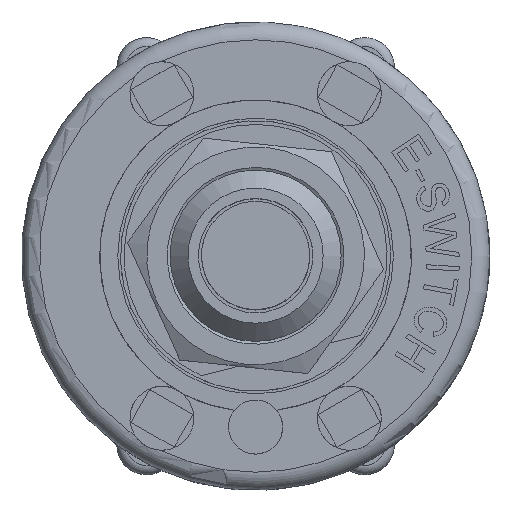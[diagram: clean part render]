
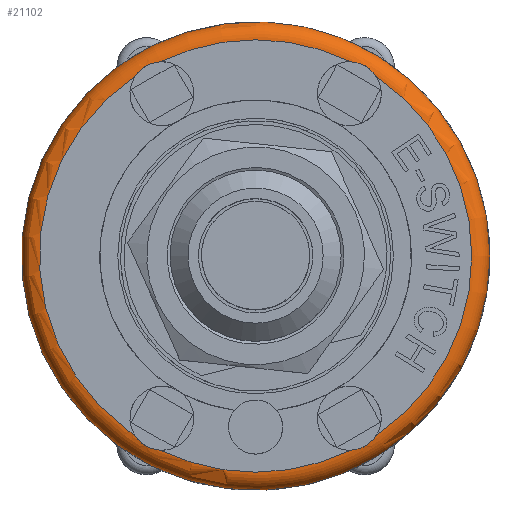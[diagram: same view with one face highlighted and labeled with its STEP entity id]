
A CAD part, top view. The second image highlights one B-rep face of the part: STEP entity #21102.
In plain terms, the highlighted toroidal (fillet/blend) face has major radius 12 mm and minor radius 1 mm.
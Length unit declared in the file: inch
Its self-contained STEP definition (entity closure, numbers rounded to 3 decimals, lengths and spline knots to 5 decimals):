
#20476=CARTESIAN_POINT('',(0.51181,0.,0.37402));
#20477=VERTEX_POINT('',#20476);
#20478=CARTESIAN_POINT('',(0.0,0.0,0.37402));
#20479=DIRECTION('',(0.0,0.0,1.0));
#20480=DIRECTION('',(-1.0,0.0,0.0));
#20481=AXIS2_PLACEMENT_3D('',#20478,#20479,#20480);
#20482=CIRCLE('',#20481,0.51181);
#20483=EDGE_CURVE('',#20477,#20477,#20482,.T.);
#20683=CARTESIAN_POINT('',(-0.26379,0.39194,0.41339));
#20684=VERTEX_POINT('',#20683);
#20685=CARTESIAN_POINT('',(-0.20753,0.42442,0.41339));
#20686=VERTEX_POINT('',#20685);
#20687=CARTESIAN_POINT('',(-0.26379,0.39194,0.41339));
#20688=CARTESIAN_POINT('',(-0.26225,0.39438,0.41339));
#20689=CARTESIAN_POINT('',(-0.26054,0.39674,0.41333));
#20690=CARTESIAN_POINT('',(-0.2558,0.40251,0.41316));
#20691=CARTESIAN_POINT('',(-0.25256,0.40574,0.41301));
#20692=CARTESIAN_POINT('',(-0.24737,0.40999,0.41286));
#20693=CARTESIAN_POINT('',(-0.24566,0.41127,0.41283));
#20694=CARTESIAN_POINT('',(-0.24297,0.41309,0.41279));
#20695=CARTESIAN_POINT('',(-0.24204,0.41369,0.41279));
#20696=CARTESIAN_POINT('',(-0.24033,0.41473,0.41278));
#20697=CARTESIAN_POINT('',(-0.23957,0.41518,0.41278));
#20698=CARTESIAN_POINT('',(-0.2379,0.41611,0.41278));
#20699=CARTESIAN_POINT('',(-0.237,0.41658,0.41279));
#20700=CARTESIAN_POINT('',(-0.23454,0.41782,0.41281));
#20701=CARTESIAN_POINT('',(-0.23297,0.41854,0.41284));
#20702=CARTESIAN_POINT('',(-0.22598,0.42142,0.41298));
#20703=CARTESIAN_POINT('',(-0.22035,0.42295,0.41318));
#20704=CARTESIAN_POINT('',(-0.21221,0.42411,0.41335));
#20705=CARTESIAN_POINT('',(-0.20986,0.42432,0.41339));
#20706=CARTESIAN_POINT('',(-0.20753,0.42442,0.41339));
#20707=B_SPLINE_CURVE_WITH_KNOTS('',3,(#20687,#20688,#20689,#20690,#20691,#20692,#20693,#20694,#20695,#20696,#20697,#20698,#20699,#20700,#20701,#20702,#20703,#20704,#20705,#20706),.UNSPECIFIED.,.F.,.U.,(4,2,2,2,2,2,2,2,2,4),(-0.74418,-0.72059,-0.68373,-0.66655,-0.65768,-0.65059,-0.64248,-0.62874,-0.58265,-0.56368),.UNSPECIFIED.);
#20708=EDGE_CURVE('',#20684,#20686,#20707,.T.);
#20759=CARTESIAN_POINT('',(-0.20753,-0.42442,0.41339));
#20760=VERTEX_POINT('',#20759);
#20761=CARTESIAN_POINT('',(-0.26379,-0.39194,0.41339));
#20762=VERTEX_POINT('',#20761);
#20763=CARTESIAN_POINT('',(-0.20753,-0.42442,0.41339));
#20764=CARTESIAN_POINT('',(-0.21042,-0.4243,0.41339));
#20765=CARTESIAN_POINT('',(-0.21332,-0.42401,0.41333));
#20766=CARTESIAN_POINT('',(-0.22068,-0.42278,0.41316));
#20767=CARTESIAN_POINT('',(-0.2251,-0.42159,0.41301));
#20768=CARTESIAN_POINT('',(-0.23138,-0.41923,0.41286));
#20769=CARTESIAN_POINT('',(-0.23334,-0.41838,0.41283));
#20770=CARTESIAN_POINT('',(-0.23626,-0.41696,0.41279));
#20771=CARTESIAN_POINT('',(-0.23725,-0.41646,0.41279));
#20772=CARTESIAN_POINT('',(-0.239,-0.4155,0.41278));
#20773=CARTESIAN_POINT('',(-0.23977,-0.41506,0.41278));
#20774=CARTESIAN_POINT('',(-0.24141,-0.41408,0.41278));
#20775=CARTESIAN_POINT('',(-0.24227,-0.41354,0.41279));
#20776=CARTESIAN_POINT('',(-0.24457,-0.41203,0.41281));
#20777=CARTESIAN_POINT('',(-0.24598,-0.41102,0.41284));
#20778=CARTESIAN_POINT('',(-0.25197,-0.40641,0.41298));
#20779=CARTESIAN_POINT('',(-0.25611,-0.40231,0.41318));
#20780=CARTESIAN_POINT('',(-0.26119,-0.39584,0.41335));
#20781=CARTESIAN_POINT('',(-0.26255,-0.39391,0.41339));
#20782=CARTESIAN_POINT('',(-0.26379,-0.39194,0.41339));
#20783=B_SPLINE_CURVE_WITH_KNOTS('',3,(#20763,#20764,#20765,#20766,#20767,#20768,#20769,#20770,#20771,#20772,#20773,#20774,#20775,#20776,#20777,#20778,#20779,#20780,#20781,#20782),.UNSPECIFIED.,.F.,.U.,(4,2,2,2,2,2,2,2,2,4),(-0.74418,-0.72059,-0.68373,-0.66655,-0.65768,-0.65059,-0.64248,-0.62874,-0.58265,-0.56368),.UNSPECIFIED.);
#20784=EDGE_CURVE('',#20760,#20762,#20783,.T.);
#20861=CARTESIAN_POINT('',(0.26379,-0.39194,0.41339));
#20862=VERTEX_POINT('',#20861);
#20863=CARTESIAN_POINT('',(0.20753,-0.42442,0.41339));
#20864=VERTEX_POINT('',#20863);
#20865=CARTESIAN_POINT('',(0.26379,-0.39194,0.41339));
#20866=CARTESIAN_POINT('',(0.26225,-0.39438,0.41339));
#20867=CARTESIAN_POINT('',(0.26054,-0.39674,0.41333));
#20868=CARTESIAN_POINT('',(0.2558,-0.40251,0.41316));
#20869=CARTESIAN_POINT('',(0.25256,-0.40574,0.41301));
#20870=CARTESIAN_POINT('',(0.24737,-0.40999,0.41286));
#20871=CARTESIAN_POINT('',(0.24566,-0.41127,0.41283));
#20872=CARTESIAN_POINT('',(0.24297,-0.41309,0.41279));
#20873=CARTESIAN_POINT('',(0.24204,-0.41369,0.41279));
#20874=CARTESIAN_POINT('',(0.24033,-0.41473,0.41278));
#20875=CARTESIAN_POINT('',(0.23957,-0.41518,0.41278));
#20876=CARTESIAN_POINT('',(0.2379,-0.41611,0.41278));
#20877=CARTESIAN_POINT('',(0.237,-0.41658,0.41279));
#20878=CARTESIAN_POINT('',(0.23454,-0.41782,0.41281));
#20879=CARTESIAN_POINT('',(0.23297,-0.41854,0.41284));
#20880=CARTESIAN_POINT('',(0.22598,-0.42142,0.41298));
#20881=CARTESIAN_POINT('',(0.22035,-0.42295,0.41318));
#20882=CARTESIAN_POINT('',(0.21221,-0.42411,0.41335));
#20883=CARTESIAN_POINT('',(0.20986,-0.42432,0.41339));
#20884=CARTESIAN_POINT('',(0.20753,-0.42442,0.41339));
#20885=B_SPLINE_CURVE_WITH_KNOTS('',3,(#20865,#20866,#20867,#20868,#20869,#20870,#20871,#20872,#20873,#20874,#20875,#20876,#20877,#20878,#20879,#20880,#20881,#20882,#20883,#20884),.UNSPECIFIED.,.F.,.U.,(4,2,2,2,2,2,2,2,2,4),(-0.74418,-0.72059,-0.68373,-0.66655,-0.65768,-0.65059,-0.64248,-0.62874,-0.58265,-0.56368),.UNSPECIFIED.);
#20886=EDGE_CURVE('',#20862,#20864,#20885,.T.);
#20989=CARTESIAN_POINT('',(0.20753,0.42442,0.41339));
#20990=VERTEX_POINT('',#20989);
#20991=CARTESIAN_POINT('',(0.26379,0.39194,0.41339));
#20992=VERTEX_POINT('',#20991);
#20993=CARTESIAN_POINT('',(0.20753,0.42442,0.41339));
#20994=CARTESIAN_POINT('',(0.21042,0.4243,0.41339));
#20995=CARTESIAN_POINT('',(0.21332,0.42401,0.41333));
#20996=CARTESIAN_POINT('',(0.22068,0.42278,0.41316));
#20997=CARTESIAN_POINT('',(0.2251,0.42159,0.41301));
#20998=CARTESIAN_POINT('',(0.23138,0.41923,0.41286));
#20999=CARTESIAN_POINT('',(0.23334,0.41838,0.41283));
#21000=CARTESIAN_POINT('',(0.23626,0.41696,0.41279));
#21001=CARTESIAN_POINT('',(0.23725,0.41646,0.41279));
#21002=CARTESIAN_POINT('',(0.239,0.4155,0.41278));
#21003=CARTESIAN_POINT('',(0.23977,0.41506,0.41278));
#21004=CARTESIAN_POINT('',(0.24141,0.41408,0.41278));
#21005=CARTESIAN_POINT('',(0.24227,0.41354,0.41279));
#21006=CARTESIAN_POINT('',(0.24457,0.41203,0.41281));
#21007=CARTESIAN_POINT('',(0.24598,0.41102,0.41284));
#21008=CARTESIAN_POINT('',(0.25197,0.40641,0.41298));
#21009=CARTESIAN_POINT('',(0.25611,0.40231,0.41318));
#21010=CARTESIAN_POINT('',(0.26119,0.39584,0.41335));
#21011=CARTESIAN_POINT('',(0.26255,0.39391,0.41339));
#21012=CARTESIAN_POINT('',(0.26379,0.39194,0.41339));
#21013=B_SPLINE_CURVE_WITH_KNOTS('',3,(#20993,#20994,#20995,#20996,#20997,#20998,#20999,#21000,#21001,#21002,#21003,#21004,#21005,#21006,#21007,#21008,#21009,#21010,#21011,#21012),.UNSPECIFIED.,.F.,.U.,(4,2,2,2,2,2,2,2,2,4),(-0.74418,-0.72059,-0.68373,-0.66655,-0.65768,-0.65059,-0.64248,-0.62874,-0.58265,-0.56368),.UNSPECIFIED.);
#21014=EDGE_CURVE('',#20990,#20992,#21013,.T.);
#21060=CARTESIAN_POINT('',(0.0,0.0,0.37402));
#21061=DIRECTION('',(0.0,0.0,-1.0));
#21062=DIRECTION('',(-1.0,0.0,0.0));
#21063=AXIS2_PLACEMENT_3D('',#21060,#21061,#21062);
#21064=TOROIDAL_SURFACE('',#21063,0.47244,0.03937);
#21065=ORIENTED_EDGE('',*,*,#20483,.T.);
#21066=EDGE_LOOP('',(#21065));
#21067=FACE_OUTER_BOUND('',#21066,.T.);
#21068=ORIENTED_EDGE('',*,*,#20708,.T.);
#21069=CARTESIAN_POINT('',(0.0,0.0,0.41339));
#21070=DIRECTION('',(0.0,0.0,-1.0));
#21071=DIRECTION('',(-1.0,0.0,0.0));
#21072=AXIS2_PLACEMENT_3D('',#21069,#21070,#21071);
#21073=CIRCLE('',#21072,0.47244);
#21074=EDGE_CURVE('',#20686,#20990,#21073,.T.);
#21075=ORIENTED_EDGE('',*,*,#21074,.T.);
#21076=ORIENTED_EDGE('',*,*,#21014,.T.);
#21077=CARTESIAN_POINT('',(0.0,0.0,0.41339));
#21078=DIRECTION('',(0.0,0.0,-1.0));
#21079=DIRECTION('',(-1.0,0.0,0.0));
#21080=AXIS2_PLACEMENT_3D('',#21077,#21078,#21079);
#21081=CIRCLE('',#21080,0.47244);
#21082=EDGE_CURVE('',#20992,#20862,#21081,.T.);
#21083=ORIENTED_EDGE('',*,*,#21082,.T.);
#21084=ORIENTED_EDGE('',*,*,#20886,.T.);
#21085=CARTESIAN_POINT('',(0.0,0.0,0.41339));
#21086=DIRECTION('',(0.0,0.0,-1.0));
#21087=DIRECTION('',(-1.0,0.0,0.0));
#21088=AXIS2_PLACEMENT_3D('',#21085,#21086,#21087);
#21089=CIRCLE('',#21088,0.47244);
#21090=EDGE_CURVE('',#20864,#20760,#21089,.T.);
#21091=ORIENTED_EDGE('',*,*,#21090,.T.);
#21092=ORIENTED_EDGE('',*,*,#20784,.T.);
#21093=CARTESIAN_POINT('',(0.0,0.0,0.41339));
#21094=DIRECTION('',(0.0,0.0,-1.0));
#21095=DIRECTION('',(-1.0,0.0,0.0));
#21096=AXIS2_PLACEMENT_3D('',#21093,#21094,#21095);
#21097=CIRCLE('',#21096,0.47244);
#21098=EDGE_CURVE('',#20762,#20684,#21097,.T.);
#21099=ORIENTED_EDGE('',*,*,#21098,.T.);
#21100=EDGE_LOOP('',(#21068,#21075,#21076,#21083,#21084,#21091,#21092,#21099));
#21101=FACE_BOUND('',#21100,.T.);
#21102=ADVANCED_FACE('',(#21067,#21101),#21064,.T.);
